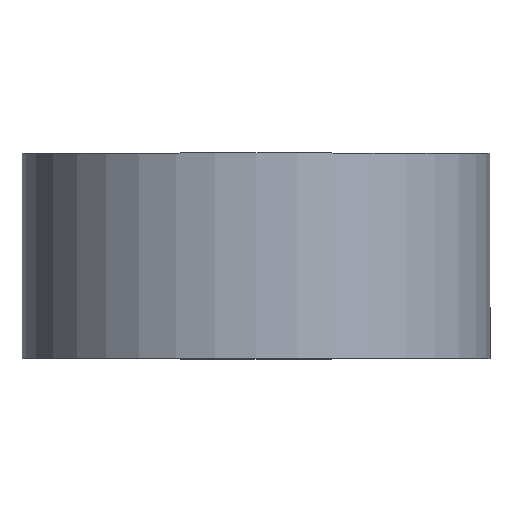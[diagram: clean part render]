
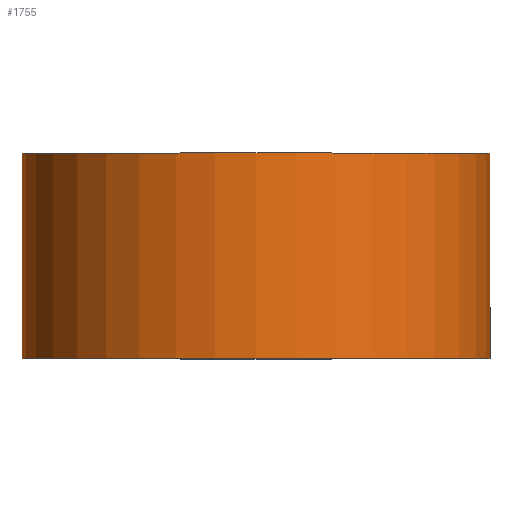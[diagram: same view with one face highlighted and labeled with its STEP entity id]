
A CAD part, top view. The second image highlights one B-rep face of the part: STEP entity #1755.
In plain terms, the highlighted cylindrical face has radius 6.1 mm (diameter 12.2 mm), a full revolution.
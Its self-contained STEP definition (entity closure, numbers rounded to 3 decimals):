
#32 = CONICAL_SURFACE('',#33,6.1,0.779);
#33 = AXIS2_PLACEMENT_3D('',#34,#35,#36);
#34 = CARTESIAN_POINT('',(0.,-2.5,0.));
#35 = DIRECTION('',(0.,-1.,0.));
#36 = DIRECTION('',(0.,0.,-1.));
#86 = VERTEX_POINT('',#87);
#87 = CARTESIAN_POINT('',(0.,-2.5,-6.1));
#108 = EDGE_CURVE('',#86,#86,#109,.T.);
#109 = SURFACE_CURVE('',#110,(#115,#122),.PCURVE_S1.);
#110 = CIRCLE('',#111,6.1);
#111 = AXIS2_PLACEMENT_3D('',#112,#113,#114);
#112 = CARTESIAN_POINT('',(0.,-2.5,0.));
#113 = DIRECTION('',(0.,-1.,0.));
#114 = DIRECTION('',(0.,0.,-1.));
#115 = PCURVE('',#32,#116);
#116 = DEFINITIONAL_REPRESENTATION('',(#117),#121);
#117 = LINE('',#118,#119);
#118 = CARTESIAN_POINT('',(0.,-0.));
#119 = VECTOR('',#120,1.);
#120 = DIRECTION('',(1.,-0.));
#121 = ( GEOMETRIC_REPRESENTATION_CONTEXT(2) 
PARAMETRIC_REPRESENTATION_CONTEXT() REPRESENTATION_CONTEXT('2D SPACE',''
  ) );
#122 = PCURVE('',#123,#128);
#123 = CYLINDRICAL_SURFACE('',#124,6.1);
#124 = AXIS2_PLACEMENT_3D('',#125,#126,#127);
#125 = CARTESIAN_POINT('',(0.,-2.5,0.));
#126 = DIRECTION('',(0.,1.,0.));
#127 = DIRECTION('',(0.,0.,-1.));
#128 = DEFINITIONAL_REPRESENTATION('',(#129),#133);
#129 = LINE('',#130,#131);
#130 = CARTESIAN_POINT('',(-0.,0.));
#131 = VECTOR('',#132,1.);
#132 = DIRECTION('',(-1.,0.));
#133 = ( GEOMETRIC_REPRESENTATION_CONTEXT(2) 
PARAMETRIC_REPRESENTATION_CONTEXT() REPRESENTATION_CONTEXT('2D SPACE',''
  ) );
#1755 = ADVANCED_FACE('',(#1756),#123,.T.);
#1756 = FACE_BOUND('',#1757,.F.);
#1757 = EDGE_LOOP('',(#1758,#1759,#1782,#1809));
#1758 = ORIENTED_EDGE('',*,*,#108,.T.);
#1759 = ORIENTED_EDGE('',*,*,#1760,.T.);
#1760 = EDGE_CURVE('',#86,#1761,#1763,.T.);
#1761 = VERTEX_POINT('',#1762);
#1762 = CARTESIAN_POINT('',(0.,2.85,-6.1));
#1763 = SEAM_CURVE('',#1764,(#1768,#1775),.PCURVE_S1.);
#1764 = LINE('',#1765,#1766);
#1765 = CARTESIAN_POINT('',(0.,-2.5,-6.1));
#1766 = VECTOR('',#1767,1.);
#1767 = DIRECTION('',(0.,1.,0.));
#1768 = PCURVE('',#123,#1769);
#1769 = DEFINITIONAL_REPRESENTATION('',(#1770),#1774);
#1770 = LINE('',#1771,#1772);
#1771 = CARTESIAN_POINT('',(-0.,0.));
#1772 = VECTOR('',#1773,1.);
#1773 = DIRECTION('',(-0.,1.));
#1774 = ( GEOMETRIC_REPRESENTATION_CONTEXT(2) 
PARAMETRIC_REPRESENTATION_CONTEXT() REPRESENTATION_CONTEXT('2D SPACE',''
  ) );
#1775 = PCURVE('',#123,#1776);
#1776 = DEFINITIONAL_REPRESENTATION('',(#1777),#1781);
#1777 = LINE('',#1778,#1779);
#1778 = CARTESIAN_POINT('',(-6.283,0.));
#1779 = VECTOR('',#1780,1.);
#1780 = DIRECTION('',(-0.,1.));
#1781 = ( GEOMETRIC_REPRESENTATION_CONTEXT(2) 
PARAMETRIC_REPRESENTATION_CONTEXT() REPRESENTATION_CONTEXT('2D SPACE',''
  ) );
#1782 = ORIENTED_EDGE('',*,*,#1783,.F.);
#1783 = EDGE_CURVE('',#1761,#1761,#1784,.T.);
#1784 = SURFACE_CURVE('',#1785,(#1790,#1797),.PCURVE_S1.);
#1785 = CIRCLE('',#1786,6.1);
#1786 = AXIS2_PLACEMENT_3D('',#1787,#1788,#1789);
#1787 = CARTESIAN_POINT('',(0.,2.85,0.
    ));
#1788 = DIRECTION('',(0.,-1.,0.));
#1789 = DIRECTION('',(0.,0.,-1.));
#1790 = PCURVE('',#123,#1791);
#1791 = DEFINITIONAL_REPRESENTATION('',(#1792),#1796);
#1792 = LINE('',#1793,#1794);
#1793 = CARTESIAN_POINT('',(-0.,5.35));
#1794 = VECTOR('',#1795,1.);
#1795 = DIRECTION('',(-1.,0.));
#1796 = ( GEOMETRIC_REPRESENTATION_CONTEXT(2) 
PARAMETRIC_REPRESENTATION_CONTEXT() REPRESENTATION_CONTEXT('2D SPACE',''
  ) );
#1797 = PCURVE('',#1798,#1803);
#1798 = PLANE('',#1799);
#1799 = AXIS2_PLACEMENT_3D('',#1800,#1801,#1802);
#1800 = CARTESIAN_POINT('',(0.,2.85,0.
    ));
#1801 = DIRECTION('',(0.,-1.,0.));
#1802 = DIRECTION('',(0.,0.,-1.));
#1803 = DEFINITIONAL_REPRESENTATION('',(#1804),#1808);
#1804 = CIRCLE('',#1805,6.1);
#1805 = AXIS2_PLACEMENT_2D('',#1806,#1807);
#1806 = CARTESIAN_POINT('',(0.,0.));
#1807 = DIRECTION('',(1.,0.));
#1808 = ( GEOMETRIC_REPRESENTATION_CONTEXT(2) 
PARAMETRIC_REPRESENTATION_CONTEXT() REPRESENTATION_CONTEXT('2D SPACE',''
  ) );
#1809 = ORIENTED_EDGE('',*,*,#1760,.F.);
